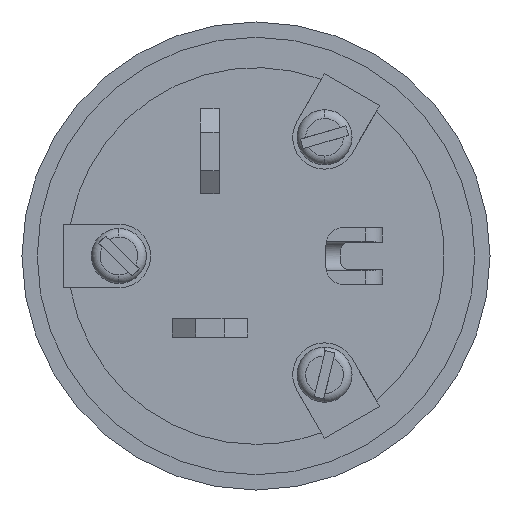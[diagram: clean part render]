
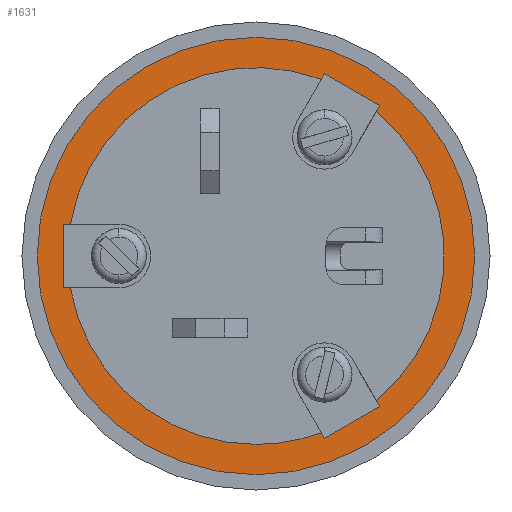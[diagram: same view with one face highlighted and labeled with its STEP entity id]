
A CAD part, front view. The second image highlights one B-rep face of the part: STEP entity #1631.
In plain terms, the highlighted planar face has unit normal (0, -1, 0).
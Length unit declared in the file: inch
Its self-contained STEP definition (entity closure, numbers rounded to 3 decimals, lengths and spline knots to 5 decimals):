
#30 = VERTEX_POINT ( 'NONE', #1335 ) ;
#60 = EDGE_LOOP ( 'NONE', ( #2330, #8402 ) ) ;
#175 = CIRCLE ( 'NONE', #5018, 0.65 ) ;
#180 = AXIS2_PLACEMENT_3D ( 'NONE', #7763, #5651, #1547 ) ;
#616 = VECTOR ( 'NONE', #7185, 39.37008 ) ;
#809 = AXIS2_PLACEMENT_3D ( 'NONE', #3418, #8204, #4126 ) ;
#907 = CIRCLE ( 'NONE', #809, 0.65 ) ;
#920 = ORIENTED_EDGE ( 'NONE', *, *, #7131, .F. ) ;
#990 = EDGE_CURVE ( 'NONE', #5005, #8815, #8063, .T. ) ;
#1066 = EDGE_CURVE ( 'NONE', #8545, #6008, #2606, .T. ) ;
#1083 = CARTESIAN_POINT ( 'NONE',  ( 0.23633, 0., 0.62934 ) ) ;
#1165 = EDGE_CURVE ( 'NONE', #6882, #3833, #175, .T. ) ;
#1172 = DIRECTION ( 'NONE',  ( -0.5, 0., 0.866 ) ) ;
#1279 = CARTESIAN_POINT ( 'NONE',  ( -0.64062, 0., 0.11 ) ) ;
#1335 = CARTESIAN_POINT ( 'NONE',  ( 0.42686, 0., -0.51934 ) ) ;
#1360 = AXIS2_PLACEMENT_3D ( 'NONE', #7853, #3759, #8521 ) ;
#1443 = VECTOR ( 'NONE', #7469, 39.37008 ) ;
#1451 = VERTEX_POINT ( 'NONE', #5790 ) ;
#1530 = FACE_OUTER_BOUND ( 'NONE', #60, .T. ) ;
#1547 = DIRECTION ( 'NONE',  ( 0., 0., 1. ) ) ;
#1581 = CIRCLE ( 'NONE', #2309, 0.65 ) ;
#1588 = ORIENTED_EDGE ( 'NONE', *, *, #1066, .F. ) ;
#1631 = ADVANCED_FACE ( 'NONE', ( #3320, #1530 ), #6658, .F. ) ;
#1684 = VERTEX_POINT ( 'NONE', #8095 ) ;
#1988 = CARTESIAN_POINT ( 'NONE',  ( 0.23633, 0., -0.62934 ) ) ;
#2005 = EDGE_CURVE ( 'NONE', #3833, #6503, #7450, .T. ) ;
#2190 = CARTESIAN_POINT ( 'NONE',  ( 0.22505, 0., -0.6098 ) ) ;
#2309 = AXIS2_PLACEMENT_3D ( 'NONE', #3298, #8091, #4002 ) ;
#2330 = ORIENTED_EDGE ( 'NONE', *, *, #6708, .F. ) ;
#2469 = ORIENTED_EDGE ( 'NONE', *, *, #2005, .F. ) ;
#2557 = DIRECTION ( 'NONE',  ( -0.5, 0., -0.866 ) ) ;
#2606 = LINE ( 'NONE', #4983, #5835 ) ;
#2758 = ORIENTED_EDGE ( 'NONE', *, *, #5039, .F. ) ;
#2922 = AXIS2_PLACEMENT_3D ( 'NONE', #8066, #3970, #8734 ) ;
#3108 = ORIENTED_EDGE ( 'NONE', *, *, #6953, .F. ) ;
#3155 = DIRECTION ( 'NONE',  ( 1., 0., 0. ) ) ;
#3278 = VERTEX_POINT ( 'NONE', #8446 ) ;
#3287 = ORIENTED_EDGE ( 'NONE', *, *, #4543, .F. ) ;
#3298 = CARTESIAN_POINT ( 'NONE',  ( 0., 0., 0. ) ) ;
#3320 = FACE_BOUND ( 'NONE', #7883, .T. ) ;
#3327 = LINE ( 'NONE', #5251, #6760 ) ;
#3418 = CARTESIAN_POINT ( 'NONE',  ( 0., 0., 0. ) ) ;
#3427 = EDGE_CURVE ( 'NONE', #6919, #4106, #6057, .T. ) ;
#3480 = DIRECTION ( 'NONE',  ( 0., 1., 0. ) ) ;
#3759 = DIRECTION ( 'NONE',  ( 0., -1., 0. ) ) ;
#3794 = EDGE_CURVE ( 'NONE', #1684, #1451, #8475, .T. ) ;
#3833 = VERTEX_POINT ( 'NONE', #7774 ) ;
#3841 = CARTESIAN_POINT ( 'NONE',  ( 0.42686, 0., 0.51934 ) ) ;
#3970 = DIRECTION ( 'NONE',  ( 0., 1., 0. ) ) ;
#4002 = DIRECTION ( 'NONE',  ( 0., 0., -1. ) ) ;
#4014 = DIRECTION ( 'NONE',  ( 0., 0., -1. ) ) ;
#4106 = VERTEX_POINT ( 'NONE', #5324 ) ;
#4112 = ORIENTED_EDGE ( 'NONE', *, *, #4708, .F. ) ;
#4126 = DIRECTION ( 'NONE',  ( 0., 0., -1. ) ) ;
#4409 = CARTESIAN_POINT ( 'NONE',  ( 0.41558, 0., -0.4998 ) ) ;
#4491 = VECTOR ( 'NONE', #4014, 39.37008 ) ;
#4517 = CARTESIAN_POINT ( 'NONE',  ( -0.66319, 0., -0.11 ) ) ;
#4539 = VERTEX_POINT ( 'NONE', #4517 ) ;
#4543 = EDGE_CURVE ( 'NONE', #4539, #7290, #8759, .T. ) ;
#4599 = EDGE_CURVE ( 'NONE', #30, #6882, #3327, .T. ) ;
#4612 = AXIS2_PLACEMENT_3D ( 'NONE', #7587, #3480, #8254 ) ;
#4708 = EDGE_CURVE ( 'NONE', #3278, #8545, #907, .T. ) ;
#4863 = VECTOR ( 'NONE', #6529, 39.37008 ) ;
#4914 = CIRCLE ( 'NONE', #4612, 0.755 ) ;
#4921 = EDGE_CURVE ( 'NONE', #4106, #5005, #8067, .T. ) ;
#4983 = CARTESIAN_POINT ( 'NONE',  ( 0.14133, 0., -0.4648 ) ) ;
#5005 = VERTEX_POINT ( 'NONE', #1279 ) ;
#5018 = AXIS2_PLACEMENT_3D ( 'NONE', #8198, #8315, #8255 ) ;
#5039 = EDGE_CURVE ( 'NONE', #6008, #30, #6893, .T. ) ;
#5112 = CARTESIAN_POINT ( 'NONE',  ( 0.33186, 0., 0.3548 ) ) ;
#5124 = DIRECTION ( 'NONE',  ( 0.5, 0., -0.866 ) ) ;
#5251 = CARTESIAN_POINT ( 'NONE',  ( 0.33186, 0., -0.3548 ) ) ;
#5317 = LINE ( 'NONE', #3841, #8514 ) ;
#5324 = CARTESIAN_POINT ( 'NONE',  ( 0.22505, 0., 0.6098 ) ) ;
#5651 = DIRECTION ( 'NONE',  ( 0., 1., 0. ) ) ;
#5790 = CARTESIAN_POINT ( 'NONE',  ( 0., 0., -0.755 ) ) ;
#5835 = VECTOR ( 'NONE', #5124, 39.37008 ) ;
#5853 = VECTOR ( 'NONE', #2557, 39.37008 ) ;
#6002 = ORIENTED_EDGE ( 'NONE', *, *, #4921, .F. ) ;
#6008 = VERTEX_POINT ( 'NONE', #6353 ) ;
#6057 = LINE ( 'NONE', #7364, #5853 ) ;
#6082 = CARTESIAN_POINT ( 'NONE',  ( -0.66319, 0., 0.11 ) ) ;
#6299 = ORIENTED_EDGE ( 'NONE', *, *, #990, .F. ) ;
#6353 = CARTESIAN_POINT ( 'NONE',  ( 0.23633, 0., -0.62934 ) ) ;
#6503 = VERTEX_POINT ( 'NONE', #8691 ) ;
#6529 = DIRECTION ( 'NONE',  ( -1., 0., 0. ) ) ;
#6658 = PLANE ( 'NONE',  #2922 ) ;
#6708 = EDGE_CURVE ( 'NONE', #1451, #1684, #4914, .T. ) ;
#6760 = VECTOR ( 'NONE', #1172, 39.37008 ) ;
#6846 = CARTESIAN_POINT ( 'NONE',  ( -0.64062, 0., -0.11 ) ) ;
#6882 = VERTEX_POINT ( 'NONE', #4409 ) ;
#6893 = LINE ( 'NONE', #1988, #1443 ) ;
#6919 = VERTEX_POINT ( 'NONE', #1083 ) ;
#6953 = EDGE_CURVE ( 'NONE', #6503, #6919, #5317, .T. ) ;
#6996 = VECTOR ( 'NONE', #3155, 39.37008 ) ;
#7062 = CARTESIAN_POINT ( 'NONE',  ( -0.47319, 0., 0.11 ) ) ;
#7131 = EDGE_CURVE ( 'NONE', #8815, #4539, #7986, .T. ) ;
#7185 = DIRECTION ( 'NONE',  ( 0.5, 0., 0.866 ) ) ;
#7243 = CARTESIAN_POINT ( 'NONE',  ( -0.47319, 0., -0.11 ) ) ;
#7277 = CARTESIAN_POINT ( 'NONE',  ( -0.66319, 0., 0.11 ) ) ;
#7290 = VERTEX_POINT ( 'NONE', #6846 ) ;
#7364 = CARTESIAN_POINT ( 'NONE',  ( 0.14133, 0., 0.4648 ) ) ;
#7450 = LINE ( 'NONE', #5112, #616 ) ;
#7469 = DIRECTION ( 'NONE',  ( 0.866, 0., 0.5 ) ) ;
#7556 = EDGE_CURVE ( 'NONE', #7290, #3278, #1581, .T. ) ;
#7587 = CARTESIAN_POINT ( 'NONE',  ( 0., 0., 0. ) ) ;
#7763 = CARTESIAN_POINT ( 'NONE',  ( 0., 0., 0. ) ) ;
#7774 = CARTESIAN_POINT ( 'NONE',  ( 0.41558, 0., 0.4998 ) ) ;
#7853 = CARTESIAN_POINT ( 'NONE',  ( 0., 0., 0. ) ) ;
#7860 = ORIENTED_EDGE ( 'NONE', *, *, #3427, .F. ) ;
#7883 = EDGE_LOOP ( 'NONE', ( #2758, #1588, #4112, #8502, #3287, #920, #6299, #6002, #7860, #3108, #2469, #8496, #8044 ) ) ;
#7986 = LINE ( 'NONE', #6082, #4491 ) ;
#8044 = ORIENTED_EDGE ( 'NONE', *, *, #4599, .F. ) ;
#8063 = LINE ( 'NONE', #7062, #4863 ) ;
#8066 = CARTESIAN_POINT ( 'NONE',  ( 0., 0., 0. ) ) ;
#8067 = CIRCLE ( 'NONE', #1360, 0.65 ) ;
#8091 = DIRECTION ( 'NONE',  ( 0., -1., 0. ) ) ;
#8095 = CARTESIAN_POINT ( 'NONE',  ( 0., 0., 0.755 ) ) ;
#8198 = CARTESIAN_POINT ( 'NONE',  ( 0., 0., 0. ) ) ;
#8204 = DIRECTION ( 'NONE',  ( 0., -1., 0. ) ) ;
#8254 = DIRECTION ( 'NONE',  ( 0., 0., 1. ) ) ;
#8255 = DIRECTION ( 'NONE',  ( 0., 0., -1. ) ) ;
#8315 = DIRECTION ( 'NONE',  ( 0., -1., 0. ) ) ;
#8402 = ORIENTED_EDGE ( 'NONE', *, *, #3794, .F. ) ;
#8446 = CARTESIAN_POINT ( 'NONE',  ( 0., 0., -0.65 ) ) ;
#8475 = CIRCLE ( 'NONE', #180, 0.755 ) ;
#8496 = ORIENTED_EDGE ( 'NONE', *, *, #1165, .F. ) ;
#8502 = ORIENTED_EDGE ( 'NONE', *, *, #7556, .F. ) ;
#8514 = VECTOR ( 'NONE', #8603, 39.37008 ) ;
#8521 = DIRECTION ( 'NONE',  ( 0., 0., -1. ) ) ;
#8545 = VERTEX_POINT ( 'NONE', #2190 ) ;
#8603 = DIRECTION ( 'NONE',  ( -0.866, 0., 0.5 ) ) ;
#8691 = CARTESIAN_POINT ( 'NONE',  ( 0.42686, 0., 0.51934 ) ) ;
#8734 = DIRECTION ( 'NONE',  ( 0., 0., 1. ) ) ;
#8759 = LINE ( 'NONE', #7243, #6996 ) ;
#8815 = VERTEX_POINT ( 'NONE', #7277 ) ;
